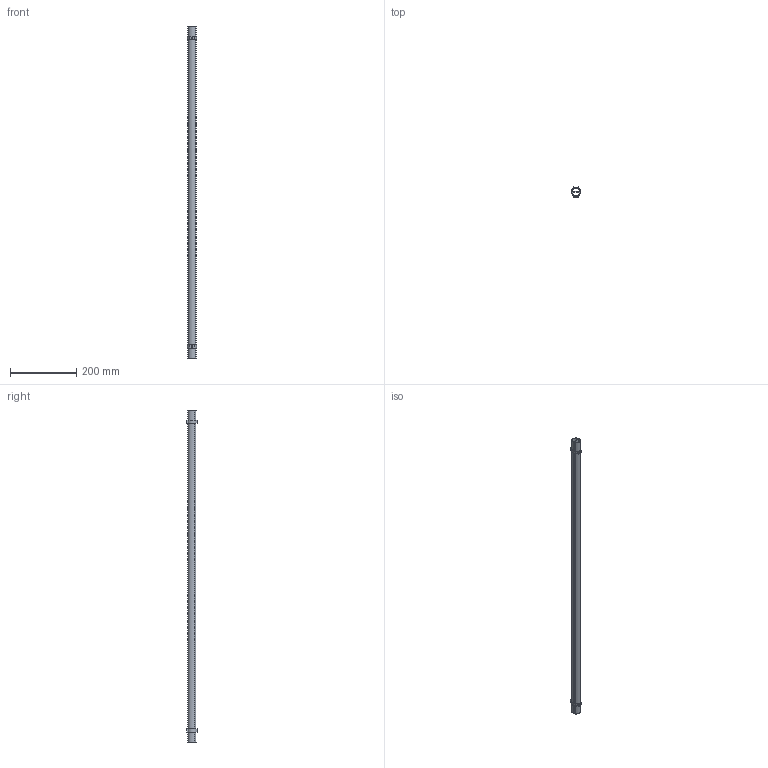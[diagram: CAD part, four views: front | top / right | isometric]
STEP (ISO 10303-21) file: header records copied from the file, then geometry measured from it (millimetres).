
FILE_DESCRIPTION(/* description */ (''),/* implementation_level */ '2;1');
FILE_NAME(/* name */ 'Tube_26_Mountingclip.stp',/* time_stamp */ '2021-05-11T16:56:30+02:00',/* author */ ('sstotter'),/* organization */ (''),/* preprocessor_version */ 'ST-DEVELOPER v18.1',/* originating_system */ 'Autodesk Inventor 2021',/* authorisation */ '');
FILE_SCHEMA (('AUTOMOTIVE_DESIGN { 1 0 10303 214 3 1 1 }'));
Length unit declared in the file: millimetre
Products named in the file (1): Tube_26_Mountingclip
Bounding box: 27.21 x 33 x 1000 mm (x, y, z)
Volume: 147508.1 mm3; surface area: 223828.7 mm2
Topology: 5 solids, 5 shells, 68 faces, 176 edges, 118 vertices
Faces by surface type: plane 52, cylinder 16
Full cylindrical faces by diameter (mm): 4 x2
Entity records: 2109 total; most frequent: CARTESIAN_POINT 363, ORIENTED_EDGE 352, DIRECTION 348, EDGE_CURVE 176, LINE 142, VECTOR 142, VERTEX_POINT 118, AXIS2_PLACEMENT_3D 103
